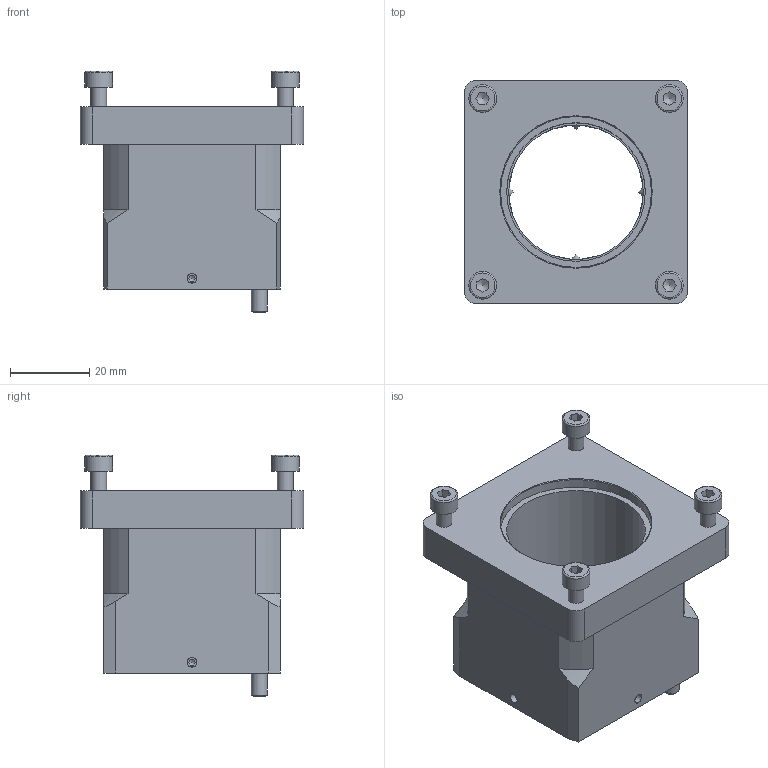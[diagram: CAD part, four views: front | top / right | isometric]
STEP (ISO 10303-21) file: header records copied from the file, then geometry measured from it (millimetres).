
FILE_DESCRIPTION(/* description */ (''),/* implementation_level */ '2;1');
FILE_NAME(/* name */ 'CAD_108260.stp',/* time_stamp */ '2021-01-19T10:22:46+01:00',/* author */ ('Hypex'),/* organization */ ('Hypex'),/* preprocessor_version */ 'ST-DEVELOPER v18',/* originating_system */ 'Autodesk Inventor 2020',/* authorisation */ '');
FILE_SCHEMA (('AUTOMOTIVE_DESIGN { 1 0 10303 214 3 1 1 }'));
Length unit declared in the file: millimetre
Products named in the file (1): CAD_108260
Bounding box: 56.4 x 56.4 x 61 mm (x, y, z)
Volume: 57498 mm3; surface area: 19143.4 mm2
Topology: 1 solids, 2 shells, 165 faces, 461 edges, 319 vertices
Faces by surface type: plane 90, cylinder 37, cone 28, torus 10
Full cylindrical faces by diameter (mm): 2.459 x4, 3.242 x4, 4 x5, 7 x5, 34 x1, 35 x1, 38.1 x1
Entity records: 5620 total; most frequent: CARTESIAN_POINT 1257, ORIENTED_EDGE 896, DIRECTION 844, EDGE_CURVE 448, AXIS2_PLACEMENT_3D 323, VERTEX_POINT 319, EDGE_LOOP 199, LINE 198
